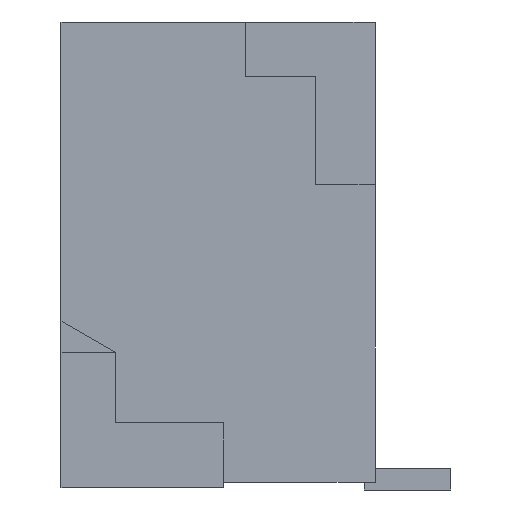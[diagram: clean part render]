
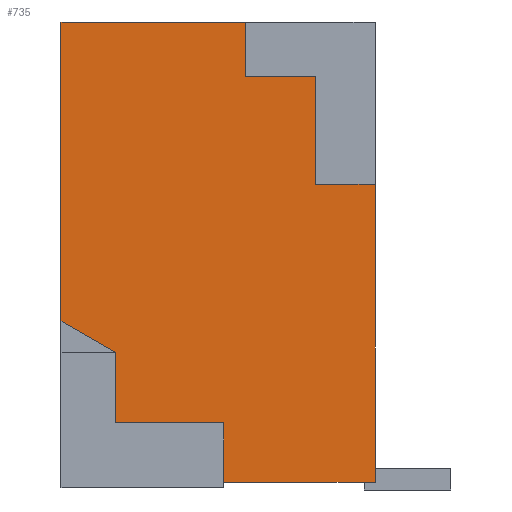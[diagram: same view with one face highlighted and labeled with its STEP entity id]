
A CAD part, left-side view. The second image highlights one B-rep face of the part: STEP entity #735.
In plain terms, the highlighted planar face has unit normal (-1, 0, 0).
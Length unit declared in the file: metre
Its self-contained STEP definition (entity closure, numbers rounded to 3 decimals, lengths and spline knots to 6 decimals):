
#599 = EDGE_CURVE( '', #1687, #1688, #1689, .T. );
#649 = EDGE_CURVE( '', #1776, #1777, #1778, .T. );
#727 = EDGE_CURVE( '', #1793, #1681, #1905, .T. );
#735 = ADVANCED_FACE( '', ( #1919 ), #1920, .F. );
#739 = EDGE_CURVE( '', #1780, #1925, #1926, .T. );
#807 = EDGE_CURVE( '', #1777, #2026, #2027, .T. );
#979 = EDGE_CURVE( '', #1688, #1881, #2293, .T. );
#999 = EDGE_CURVE( '', #2318, #1687, #2319, .T. );
#1041 = EDGE_CURVE( '', #1699, #2026, #2372, .T. );
#1191 = EDGE_CURVE( '', #1925, #1793, #2564, .T. );
#1197 = EDGE_CURVE( '', #1881, #1780, #2571, .T. );
#1275 = EDGE_CURVE( '', #2318, #1699, #2659, .T. );
#1383 = EDGE_CURVE( '', #1681, #1776, #2790, .T. );
#1681 = VERTEX_POINT( '', #3141 );
#1687 = VERTEX_POINT( '', #3151 );
#1688 = VERTEX_POINT( '', #3152 );
#1689 = LINE( '', #3153, #3154 );
#1699 = VERTEX_POINT( '', #3169 );
#1776 = VERTEX_POINT( '', #3278 );
#1777 = VERTEX_POINT( '', #3279 );
#1778 = LINE( '', #3280, #3281 );
#1780 = VERTEX_POINT( '', #3284 );
#1793 = VERTEX_POINT( '', #3303 );
#1881 = VERTEX_POINT( '', #3433 );
#1905 = LINE( '', #3469, #3470 );
#1919 = FACE_OUTER_BOUND( '', #3490, .T. );
#1920 = PLANE( '', #3491 );
#1925 = VERTEX_POINT( '', #3497 );
#1926 = LINE( '', #3498, #3499 );
#2026 = VERTEX_POINT( '', #3644 );
#2027 = LINE( '', #3645, #3646 );
#2293 = LINE( '', #4043, #4044 );
#2318 = VERTEX_POINT( '', #4082 );
#2319 = LINE( '', #4083, #4084 );
#2372 = LINE( '', #4168, #4169 );
#2564 = LINE( '', #4468, #4469 );
#2571 = LINE( '', #4479, #4480 );
#2659 = LINE( '', #4635, #4636 );
#2790 = LINE( '', #4838, #4839 );
#3141 = CARTESIAN_POINT( '', ( -0.005, -0.00088, 0.002799 ) );
#3151 = CARTESIAN_POINT( '', ( -0.005, 0.00097, 0.001249 ) );
#3152 = CARTESIAN_POINT( '', ( -0.005, 0.00097, 0.000599 ) );
#3153 = CARTESIAN_POINT( '', ( -0.005, 0.00097, 0.000599 ) );
#3154 = VECTOR( '', #5283, 1. );
#3169 = CARTESIAN_POINT( '', ( -0.005, 0.00147, 0.004299 ) );
#3278 = CARTESIAN_POINT( '', ( -0.005, -0.00088, 0.003799 ) );
#3279 = CARTESIAN_POINT( '', ( -0.005, -0.00023, 0.003799 ) );
#3280 = CARTESIAN_POINT( '', ( -0.005, -0.00023, 0.003799 ) );
#3281 = VECTOR( '', #5386, 1. );
#3284 = CARTESIAN_POINT( '', ( -0.005, -0.00003, 0.000049 ) );
#3303 = CARTESIAN_POINT( '', ( -0.005, -0.00143, 0.002799 ) );
#3433 = CARTESIAN_POINT( '', ( -0.005, -0.00003, 0.000599 ) );
#3469 = CARTESIAN_POINT( '', ( -0.005, -0.00088, 0.002799 ) );
#3470 = VECTOR( '', #5487, 1. );
#3490 = EDGE_LOOP( '', ( #5492, #5493, #5494, #5495, #5496, #5497, #5498, #5499, #5500, #5501, #5502, #5503 ) );
#3491 = AXIS2_PLACEMENT_3D( '', #5504, #5505, #5506 );
#3497 = CARTESIAN_POINT( '', ( -0.005, -0.00143, 0.000049 ) );
#3498 = CARTESIAN_POINT( '', ( -0.005, 0.00147, 0.000049 ) );
#3499 = VECTOR( '', #5518, 1. );
#3644 = CARTESIAN_POINT( '', ( -0.005, -0.00023, 0.004299 ) );
#3645 = CARTESIAN_POINT( '', ( -0.005, -0.00023, 0.004299 ) );
#3646 = VECTOR( '', #5632, 1. );
#4043 = CARTESIAN_POINT( '', ( -0.005, 0.00097, 0.000599 ) );
#4044 = VECTOR( '', #5892, 1. );
#4082 = CARTESIAN_POINT( '', ( -0.005, 0.00147, 0.001538 ) );
#4083 = CARTESIAN_POINT( '', ( -0.005, 0.00097, 0.001249 ) );
#4084 = VECTOR( '', #5925, 1. );
#4168 = CARTESIAN_POINT( '', ( -0.005, 0.00147, 0.004299 ) );
#4169 = VECTOR( '', #5981, 1. );
#4468 = CARTESIAN_POINT( '', ( -0.005, -0.00143, 0.000049 ) );
#4469 = VECTOR( '', #6209, 1. );
#4479 = CARTESIAN_POINT( '', ( -0.005, -0.00003, 0.000599 ) );
#4480 = VECTOR( '', #6219, 1. );
#4635 = CARTESIAN_POINT( '', ( -0.005, 0.00147, 0.000049 ) );
#4636 = VECTOR( '', #6295, 1. );
#4838 = CARTESIAN_POINT( '', ( -0.005, -0.00088, 0.003799 ) );
#4839 = VECTOR( '', #6487, 1. );
#5283 = DIRECTION( '', ( 0., 0., -1. ) );
#5386 = DIRECTION( '', ( 0., 1., 0. ) );
#5487 = DIRECTION( '', ( 0., 1., 0. ) );
#5492 = ORIENTED_EDGE( '', *, *, #1197, .T. );
#5493 = ORIENTED_EDGE( '', *, *, #739, .T. );
#5494 = ORIENTED_EDGE( '', *, *, #1191, .T. );
#5495 = ORIENTED_EDGE( '', *, *, #727, .T. );
#5496 = ORIENTED_EDGE( '', *, *, #1383, .T. );
#5497 = ORIENTED_EDGE( '', *, *, #649, .T. );
#5498 = ORIENTED_EDGE( '', *, *, #807, .T. );
#5499 = ORIENTED_EDGE( '', *, *, #1041, .F. );
#5500 = ORIENTED_EDGE( '', *, *, #1275, .F. );
#5501 = ORIENTED_EDGE( '', *, *, #999, .T. );
#5502 = ORIENTED_EDGE( '', *, *, #599, .T. );
#5503 = ORIENTED_EDGE( '', *, *, #979, .T. );
#5504 = CARTESIAN_POINT( '', ( -0.005, 0.00147, 0.000049 ) );
#5505 = DIRECTION( '', ( 1., 0., 0. ) );
#5506 = DIRECTION( '', ( 0., 1., 0. ) );
#5518 = DIRECTION( '', ( 0., -1., 0. ) );
#5632 = DIRECTION( '', ( 0., 0., 1. ) );
#5892 = DIRECTION( '', ( 0., -1., 0. ) );
#5925 = DIRECTION( '', ( 0., -0.866, -0.5 ) );
#5981 = DIRECTION( '', ( 0., -1., 0. ) );
#6209 = DIRECTION( '', ( 0., 0., 1. ) );
#6219 = DIRECTION( '', ( 0., 0., -1. ) );
#6295 = DIRECTION( '', ( 0., 0., 1. ) );
#6487 = DIRECTION( '', ( 0., 0., 1. ) );
